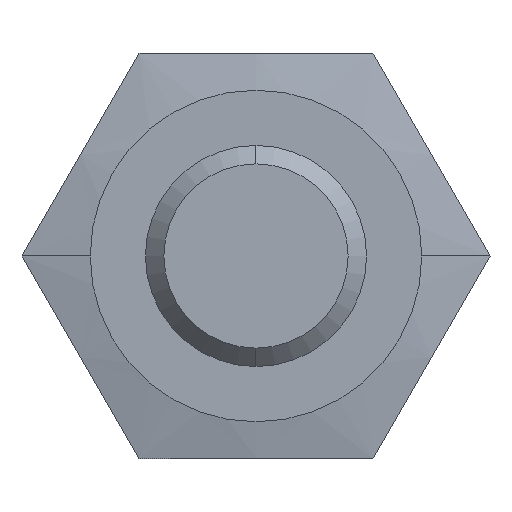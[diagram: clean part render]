
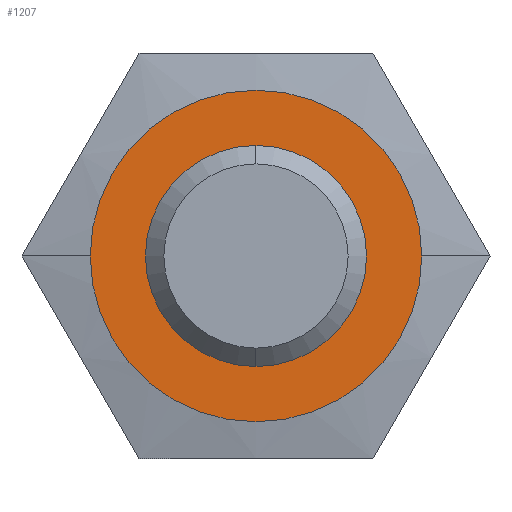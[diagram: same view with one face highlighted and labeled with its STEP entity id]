
A CAD part, left-side view. The second image highlights one B-rep face of the part: STEP entity #1207.
In plain terms, the highlighted planar face has unit normal (-1, 0, 0).
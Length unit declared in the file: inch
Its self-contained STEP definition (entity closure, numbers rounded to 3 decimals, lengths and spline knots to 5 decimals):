
#31 = EDGE_LOOP ( 'NONE', ( #867, #1258 ) ) ;
#110 = CIRCLE ( 'NONE', #468, 0.08858 ) ;
#116 = CIRCLE ( 'NONE', #491, 0.05906 ) ;
#124 = CIRCLE ( 'NONE', #500, 0.08858 ) ;
#126 = FACE_OUTER_BOUND ( 'NONE', #31, .T. ) ;
#133 = FACE_BOUND ( 'NONE', #501, .T. ) ;
#231 = DIRECTION ( 'NONE',  ( 0., 0., 1. ) ) ;
#233 = DIRECTION ( 'NONE',  ( 1., 0., 0. ) ) ;
#240 = CARTESIAN_POINT ( 'NONE',  ( 0.19685, 0., 0. ) ) ;
#254 = VERTEX_POINT ( 'NONE', #1036 ) ;
#275 = CIRCLE ( 'NONE', #748, 0.05906 ) ;
#462 = ORIENTED_EDGE ( 'NONE', *, *, #904, .T. ) ;
#468 = AXIS2_PLACEMENT_3D ( 'NONE', #540, #538, #536 ) ;
#476 = AXIS2_PLACEMENT_3D ( 'NONE', #643, #603, #601 ) ;
#491 = AXIS2_PLACEMENT_3D ( 'NONE', #589, #586, #585 ) ;
#493 = VERTEX_POINT ( 'NONE', #992 ) ;
#500 = AXIS2_PLACEMENT_3D ( 'NONE', #624, #622, #614 ) ;
#501 = EDGE_LOOP ( 'NONE', ( #1282, #462 ) ) ;
#536 = DIRECTION ( 'NONE',  ( 0., 1., 0. ) ) ;
#538 = DIRECTION ( 'NONE',  ( 1., 0., 0. ) ) ;
#540 = CARTESIAN_POINT ( 'NONE',  ( 0.19685, 0., 0. ) ) ;
#585 = DIRECTION ( 'NONE',  ( 0., 0., 1. ) ) ;
#586 = DIRECTION ( 'NONE',  ( 1., 0., 0. ) ) ;
#589 = CARTESIAN_POINT ( 'NONE',  ( 0.19685, 0., 0. ) ) ;
#601 = DIRECTION ( 'NONE',  ( 0., -1., 0. ) ) ;
#603 = DIRECTION ( 'NONE',  ( -1., 0., 0. ) ) ;
#612 = PLANE ( 'NONE',  #476 ) ;
#614 = DIRECTION ( 'NONE',  ( 0., 1., 0. ) ) ;
#622 = DIRECTION ( 'NONE',  ( 1., 0., 0. ) ) ;
#624 = CARTESIAN_POINT ( 'NONE',  ( 0.19685, 0., 0. ) ) ;
#643 = CARTESIAN_POINT ( 'NONE',  ( 0.19685, 0.18753, -0.10827 ) ) ;
#748 = AXIS2_PLACEMENT_3D ( 'NONE', #240, #233, #231 ) ;
#762 = CARTESIAN_POINT ( 'NONE',  ( 0.19685, -0.08858, 0. ) ) ;
#793 = CARTESIAN_POINT ( 'NONE',  ( 0.19685, 0., 0.05906 ) ) ;
#867 = ORIENTED_EDGE ( 'NONE', *, *, #1222, .F. ) ;
#904 = EDGE_CURVE ( 'NONE', #254, #1165, #275, .T. ) ;
#992 = CARTESIAN_POINT ( 'NONE',  ( 0.19685, 0.08858, 0. ) ) ;
#1036 = CARTESIAN_POINT ( 'NONE',  ( 0.19685, 0., -0.05906 ) ) ;
#1158 = VERTEX_POINT ( 'NONE', #762 ) ;
#1165 = VERTEX_POINT ( 'NONE', #793 ) ;
#1202 = EDGE_CURVE ( 'NONE', #1158, #493, #124, .T. ) ;
#1207 = ADVANCED_FACE ( 'NONE', ( #133, #126 ), #612, .T. ) ;
#1208 = EDGE_CURVE ( 'NONE', #1165, #254, #116, .T. ) ;
#1222 = EDGE_CURVE ( 'NONE', #493, #1158, #110, .T. ) ;
#1258 = ORIENTED_EDGE ( 'NONE', *, *, #1202, .F. ) ;
#1282 = ORIENTED_EDGE ( 'NONE', *, *, #1208, .T. ) ;
